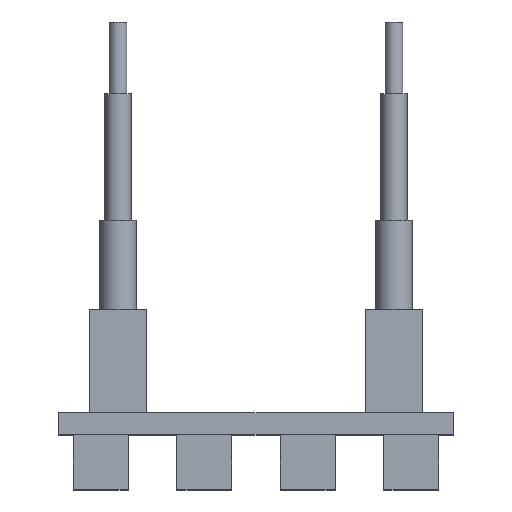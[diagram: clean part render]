
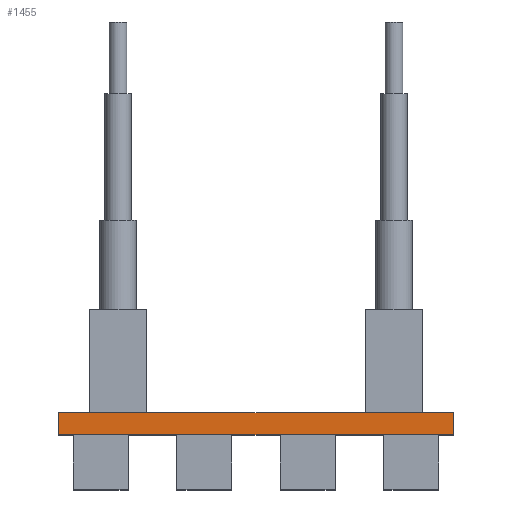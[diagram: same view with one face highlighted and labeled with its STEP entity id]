
A CAD part, top view. The second image highlights one B-rep face of the part: STEP entity #1455.
In plain terms, the highlighted planar face has unit normal (0, 0, 1).
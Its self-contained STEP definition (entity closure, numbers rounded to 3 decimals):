
#91=PLANE('',#1571);
#175=FACE_OUTER_BOUND('',#269,.T.);
#269=EDGE_LOOP('',(#1219,#1220,#1221,#1222));
#443=LINE('',#2300,#611);
#444=LINE('',#2303,#612);
#445=LINE('',#2305,#613);
#446=LINE('',#2306,#614);
#611=VECTOR('',#1879,2.54);
#612=VECTOR('',#1882,45.72);
#613=VECTOR('',#1883,45.72);
#614=VECTOR('',#1884,2.54);
#773=VERTEX_POINT('',#2296);
#774=VERTEX_POINT('',#2298);
#775=VERTEX_POINT('',#2302);
#776=VERTEX_POINT('',#2304);
#943=EDGE_CURVE('',#774,#773,#443,.T.);
#944=EDGE_CURVE('',#775,#773,#444,.T.);
#945=EDGE_CURVE('',#776,#774,#445,.T.);
#946=EDGE_CURVE('',#776,#775,#446,.T.);
#1219=ORIENTED_EDGE('',*,*,#944,.T.);
#1220=ORIENTED_EDGE('',*,*,#943,.F.);
#1221=ORIENTED_EDGE('',*,*,#945,.F.);
#1222=ORIENTED_EDGE('',*,*,#946,.T.);
#1455=ADVANCED_FACE('',(#175),#91,.F.);
#1571=AXIS2_PLACEMENT_3D('',#2301,#1880,#1881);
#1879=DIRECTION('',(0.,-1.,0.));
#1880=DIRECTION('center_axis',(0.,0.,-1.));
#1881=DIRECTION('ref_axis',(-1.,0.,0.));
#1882=DIRECTION('',(1.,0.,0.));
#1883=DIRECTION('',(1.,0.,0.));
#1884=DIRECTION('',(0.,-1.,0.));
#2296=CARTESIAN_POINT('',(22.86,0.,22.86));
#2298=CARTESIAN_POINT('',(22.86,2.54,22.86));
#2300=CARTESIAN_POINT('',(22.86,2.54,22.86));
#2301=CARTESIAN_POINT('Origin',(-22.86,2.54,22.86));
#2302=CARTESIAN_POINT('',(-22.86,0.,22.86));
#2303=CARTESIAN_POINT('',(-22.86,0.,22.86));
#2304=CARTESIAN_POINT('',(-22.86,2.54,22.86));
#2305=CARTESIAN_POINT('',(-22.86,2.54,22.86));
#2306=CARTESIAN_POINT('',(-22.86,2.54,22.86));
